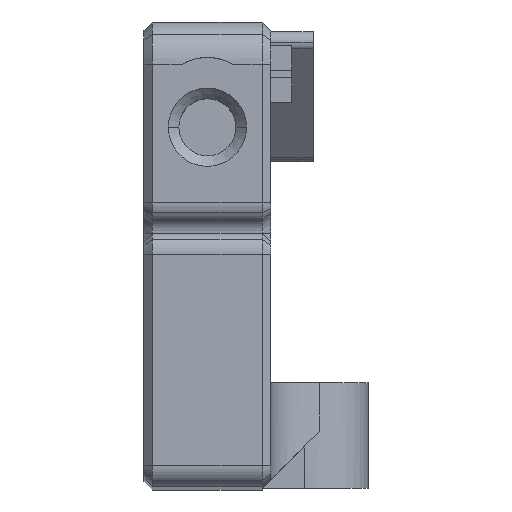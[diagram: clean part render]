
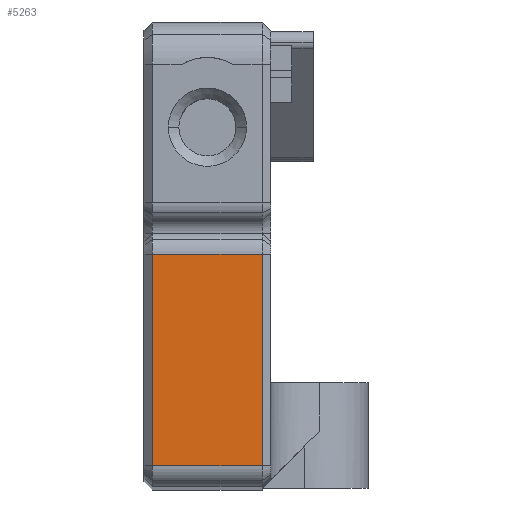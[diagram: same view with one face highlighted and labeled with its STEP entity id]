
A CAD part, top view. The second image highlights one B-rep face of the part: STEP entity #5263.
In plain terms, the highlighted planar face has unit normal (0, 0, 1).
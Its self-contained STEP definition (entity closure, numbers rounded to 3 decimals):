
#12 = LINE ( 'NONE', #905, #3308 ) ;
#71 = VERTEX_POINT ( 'NONE', #2285 ) ;
#305 = EDGE_CURVE ( 'NONE', #4042, #6257, #12, .T. ) ;
#463 = CARTESIAN_POINT ( 'NONE',  ( 0.4, 1., 0. ) ) ;
#813 = ORIENTED_EDGE ( 'NONE', *, *, #4387, .F. ) ;
#905 = CARTESIAN_POINT ( 'NONE',  ( 0., 1., 0. ) ) ;
#935 = LINE ( 'NONE', #7158, #2282 ) ;
#1354 = DIRECTION ( 'NONE',  ( 0., -1., 0. ) ) ;
#1568 = CARTESIAN_POINT ( 'NONE',  ( 0., 11., 0. ) ) ;
#2272 = DIRECTION ( 'NONE',  ( -1., 0., 0. ) ) ;
#2282 = VECTOR ( 'NONE', #3195, 1000. ) ;
#2285 = CARTESIAN_POINT ( 'NONE',  ( 0.4, 11., 0. ) ) ;
#2414 = VERTEX_POINT ( 'NONE', #4714 ) ;
#2607 = CARTESIAN_POINT ( 'NONE',  ( 5.6, 1., 0. ) ) ;
#2909 = CARTESIAN_POINT ( 'NONE',  ( 5.6, 11.5, 0. ) ) ;
#3195 = DIRECTION ( 'NONE',  ( 0., 1., 0. ) ) ;
#3228 = CARTESIAN_POINT ( 'NONE',  ( 0., 12., 0. ) ) ;
#3308 = VECTOR ( 'NONE', #2272, 1000. ) ;
#3502 = LINE ( 'NONE', #2909, #3705 ) ;
#3705 = VECTOR ( 'NONE', #1354, 1000. ) ;
#3861 = FACE_OUTER_BOUND ( 'NONE', #7114, .T. ) ;
#4042 = VERTEX_POINT ( 'NONE', #2607 ) ;
#4304 = VECTOR ( 'NONE', #4418, 1000. ) ;
#4387 = EDGE_CURVE ( 'NONE', #2414, #4042, #3502, .T. ) ;
#4418 = DIRECTION ( 'NONE',  ( 1., 0., 0. ) ) ;
#4526 = EDGE_CURVE ( 'NONE', #6257, #71, #935, .T. ) ;
#4714 = CARTESIAN_POINT ( 'NONE',  ( 5.6, 11., 0. ) ) ;
#4756 = EDGE_CURVE ( 'NONE', #71, #2414, #5449, .T. ) ;
#5263 = ADVANCED_FACE ( 'NONE', ( #3861 ), #7152, .T. ) ;
#5449 = LINE ( 'NONE', #1568, #4304 ) ;
#5704 = ORIENTED_EDGE ( 'NONE', *, *, #4526, .F. ) ;
#6007 = DIRECTION ( 'NONE',  ( 1., 0., 0. ) ) ;
#6119 = DIRECTION ( 'NONE',  ( 0., 0., 1. ) ) ;
#6253 = ORIENTED_EDGE ( 'NONE', *, *, #4756, .F. ) ;
#6257 = VERTEX_POINT ( 'NONE', #463 ) ;
#6444 = AXIS2_PLACEMENT_3D ( 'NONE', #3228, #6119, #6007 ) ;
#7002 = ORIENTED_EDGE ( 'NONE', *, *, #305, .F. ) ;
#7114 = EDGE_LOOP ( 'NONE', ( #5704, #7002, #813, #6253 ) ) ;
#7152 = PLANE ( 'NONE',  #6444 ) ;
#7158 = CARTESIAN_POINT ( 'NONE',  ( 0.4, 11.5, 0. ) ) ;
